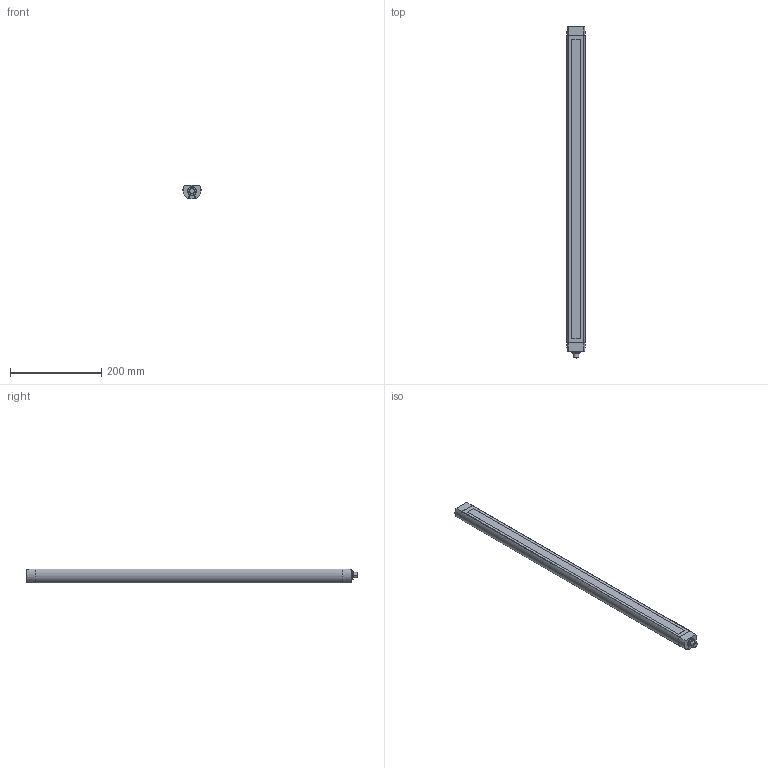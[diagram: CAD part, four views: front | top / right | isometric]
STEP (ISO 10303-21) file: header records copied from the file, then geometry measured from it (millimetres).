
FILE_DESCRIPTION(('Creo Elements/Direct Modeling STEP Export'),'2;1');
FILE_NAME('model.stp','2019-10-23T13:35:09',(''),(''),'Creo Elements/Direct Modeling STEP processor for AP214 (Solid Model)','Creo Elements/Direct Modeling 20.1A 29-Sep-2018 (C) Parametric Technology GmbH','');
FILE_SCHEMA(('AUTOMOTIVE_DESIGN { 1 0 10303 214 1 1 1 1 }'));
Length unit declared in the file: millimetre
Products named in the file (2): PLD_M_260_W_40_80_715_D40-select
Assembly tree (1 placements, depth 2):
  PLD_M_260_W_40_80_715_D40-select
    PLD_M_260_W_40_80_715_D40-select
Bounding box: 39.92 x 728 x 29.95 mm (x, y, z)
Volume: 737922.8 mm3; surface area: 88287.9 mm2
Topology: 1 solids, 1 shells, 61 faces, 138 edges, 90 vertices
Faces by surface type: plane 33, cylinder 16, cone 12
Entity records: 2209 total; most frequent: CARTESIAN_POINT 333, ORIENTED_EDGE 276, DIRECTION 274, EDGE_CURVE 138, AXIS2_PLACEMENT_3D 99, VERTEX_POINT 90, VECTOR 76, LINE 76
